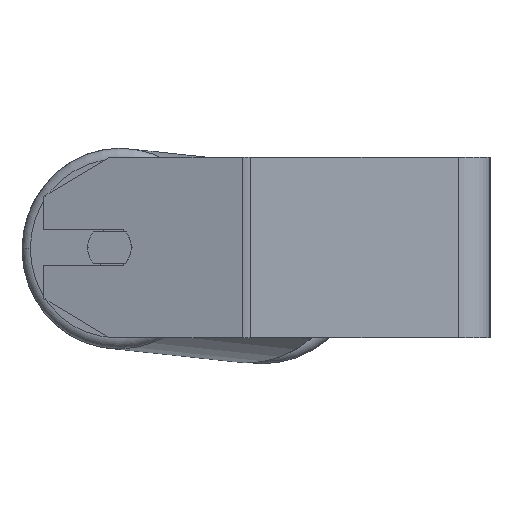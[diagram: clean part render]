
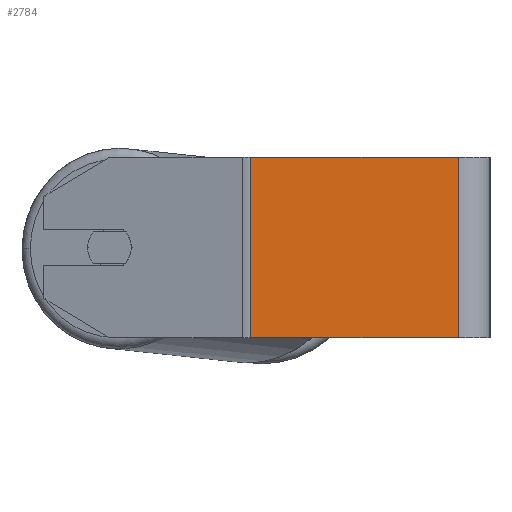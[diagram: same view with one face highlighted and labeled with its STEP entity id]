
A CAD part, left-side view. The second image highlights one B-rep face of the part: STEP entity #2784.
In plain terms, the highlighted planar face has unit normal (-1, 0, 0).
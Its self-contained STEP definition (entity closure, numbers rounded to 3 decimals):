
#216 = CARTESIAN_POINT ( 'NONE',  ( -400., 106.071, -40. ) ) ;
#343 = EDGE_CURVE ( 'NONE', #742, #1557, #7473, .T. ) ;
#345 = DIRECTION ( 'NONE',  ( 0., -1., 0. ) ) ;
#347 = ORIENTED_EDGE ( 'NONE', *, *, #3825, .F. ) ;
#369 = CARTESIAN_POINT ( 'NONE',  ( -400., 14., 40. ) ) ;
#742 = VERTEX_POINT ( 'NONE', #6699 ) ;
#759 = DIRECTION ( 'NONE',  ( 1., 0., 0. ) ) ;
#842 = PLANE ( 'NONE',  #3979 ) ;
#933 = VERTEX_POINT ( 'NONE', #369 ) ;
#1018 = CARTESIAN_POINT ( 'NONE',  ( -400., 14., -40. ) ) ;
#1170 = DIRECTION ( 'NONE',  ( 0., 0., -1. ) ) ;
#1321 = VERTEX_POINT ( 'NONE', #1018 ) ;
#1467 = CARTESIAN_POINT ( 'NONE',  ( -400., 107.914, 40. ) ) ;
#1557 = VERTEX_POINT ( 'NONE', #216 ) ;
#1666 = EDGE_CURVE ( 'NONE', #1557, #1321, #5128, .T. ) ;
#2116 = VECTOR ( 'NONE', #2673, 1000. ) ;
#2176 = DIRECTION ( 'NONE',  ( 0., 0., -1. ) ) ;
#2613 = ORIENTED_EDGE ( 'NONE', *, *, #2743, .F. ) ;
#2673 = DIRECTION ( 'NONE',  ( 0., 0., -1. ) ) ;
#2743 = EDGE_CURVE ( 'NONE', #742, #933, #2922, .T. ) ;
#2784 = ADVANCED_FACE ( 'NONE', ( #6863 ), #842, .F. ) ;
#2922 = LINE ( 'NONE', #1467, #3140 ) ;
#3140 = VECTOR ( 'NONE', #6111, 1000. ) ;
#3825 = EDGE_CURVE ( 'NONE', #933, #1321, #8693, .T. ) ;
#3979 = AXIS2_PLACEMENT_3D ( 'NONE', #8249, #759, #2176 ) ;
#4831 = VECTOR ( 'NONE', #345, 1000. ) ;
#5128 = LINE ( 'NONE', #7158, #4831 ) ;
#5344 = CARTESIAN_POINT ( 'NONE',  ( -400., 106.071, 40. ) ) ;
#5545 = ORIENTED_EDGE ( 'NONE', *, *, #1666, .T. ) ;
#6111 = DIRECTION ( 'NONE',  ( 0., -1., 0. ) ) ;
#6241 = VECTOR ( 'NONE', #1170, 1000. ) ;
#6699 = CARTESIAN_POINT ( 'NONE',  ( -400., 106.071, 40. ) ) ;
#6863 = FACE_OUTER_BOUND ( 'NONE', #8434, .T. ) ;
#7158 = CARTESIAN_POINT ( 'NONE',  ( -400., 107.914, -40. ) ) ;
#7283 = CARTESIAN_POINT ( 'NONE',  ( -400., 14., 40. ) ) ;
#7473 = LINE ( 'NONE', #5344, #2116 ) ;
#8059 = ORIENTED_EDGE ( 'NONE', *, *, #343, .T. ) ;
#8249 = CARTESIAN_POINT ( 'NONE',  ( -400., 107.914, 40. ) ) ;
#8434 = EDGE_LOOP ( 'NONE', ( #5545, #347, #2613, #8059 ) ) ;
#8693 = LINE ( 'NONE', #7283, #6241 ) ;
